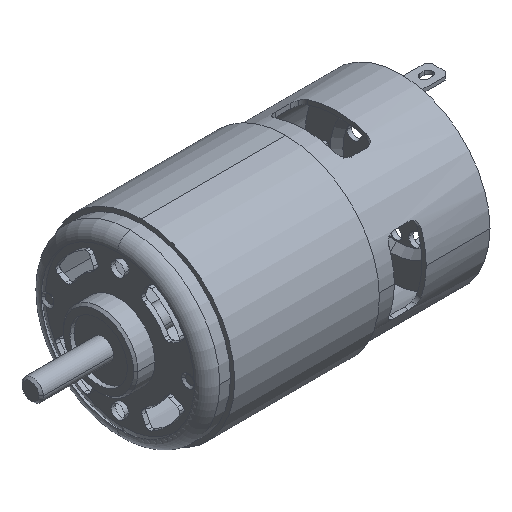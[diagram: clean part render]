
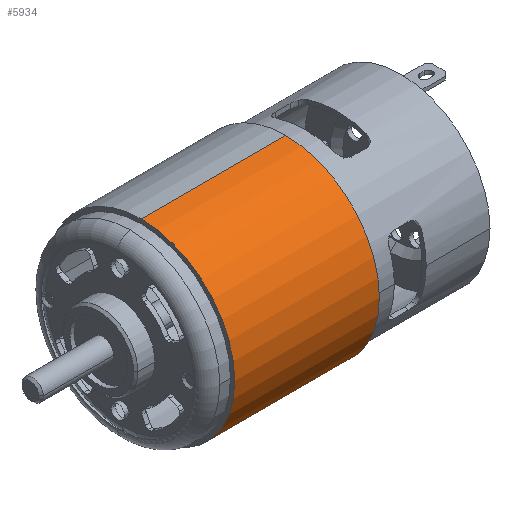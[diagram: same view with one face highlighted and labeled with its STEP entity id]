
A CAD part, isometric view. The second image highlights one B-rep face of the part: STEP entity #5934.
In plain terms, the highlighted cylindrical face has radius 22 mm (diameter 44 mm), a partial arc.
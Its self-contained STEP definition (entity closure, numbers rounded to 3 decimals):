
#5680=CARTESIAN_POINT('',(26.0,0.,-22.0));
#5681=VERTEX_POINT('',#5680);
#5682=CARTESIAN_POINT('',(60.0,0.,-22.0));
#5683=VERTEX_POINT('',#5682);
#5684=CARTESIAN_POINT('',(26.0,0.,-22.0));
#5685=DIRECTION('',(1.0,0.0,0.0));
#5686=VECTOR('',#5685,34.0);
#5687=LINE('',#5684,#5686);
#5688=EDGE_CURVE('',#5681,#5683,#5687,.T.);
#5722=CARTESIAN_POINT('',(60.0,0.,22.0));
#5723=VERTEX_POINT('',#5722);
#5724=CARTESIAN_POINT('',(26.0,0.,22.0));
#5725=VERTEX_POINT('',#5724);
#5726=CARTESIAN_POINT('',(60.0,0.,22.0));
#5727=DIRECTION('',(-1.0,0.0,0.0));
#5728=VECTOR('',#5727,34.0);
#5729=LINE('',#5726,#5728);
#5730=EDGE_CURVE('',#5723,#5725,#5729,.T.);
#5911=CARTESIAN_POINT('',(60.0,0.0,0.0));
#5912=DIRECTION('',(-1.0,0.0,0.0));
#5913=DIRECTION('',(0.0,0.0,1.0));
#5914=AXIS2_PLACEMENT_3D('',#5911,#5912,#5913);
#5915=CYLINDRICAL_SURFACE('',#5914,22.0);
#5916=ORIENTED_EDGE('',*,*,#5730,.T.);
#5917=CARTESIAN_POINT('',(26.0,0.0,0.0));
#5918=DIRECTION('',(1.0,0.0,0.0));
#5919=DIRECTION('',(0.0,0.0,1.0));
#5920=AXIS2_PLACEMENT_3D('',#5917,#5918,#5919);
#5921=CIRCLE('',#5920,22.0);
#5922=EDGE_CURVE('',#5725,#5681,#5921,.T.);
#5923=ORIENTED_EDGE('',*,*,#5922,.T.);
#5924=ORIENTED_EDGE('',*,*,#5688,.T.);
#5925=CARTESIAN_POINT('',(60.0,0.0,0.0));
#5926=DIRECTION('',(-1.0,0.0,0.0));
#5927=DIRECTION('',(0.0,0.0,1.0));
#5928=AXIS2_PLACEMENT_3D('',#5925,#5926,#5927);
#5929=CIRCLE('',#5928,22.0);
#5930=EDGE_CURVE('',#5683,#5723,#5929,.T.);
#5931=ORIENTED_EDGE('',*,*,#5930,.T.);
#5932=EDGE_LOOP('',(#5916,#5923,#5924,#5931));
#5933=FACE_OUTER_BOUND('',#5932,.T.);
#5934=ADVANCED_FACE('',(#5933),#5915,.T.);
